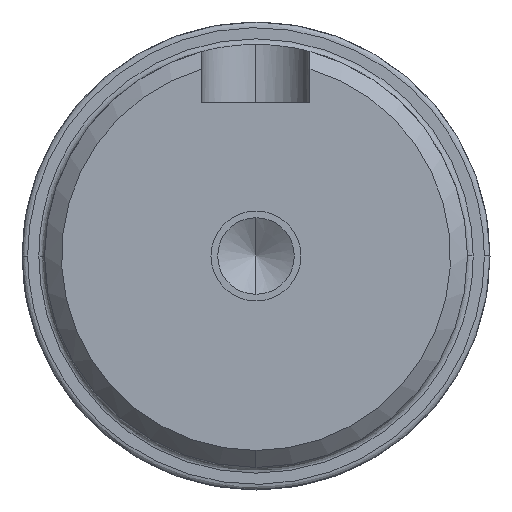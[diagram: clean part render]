
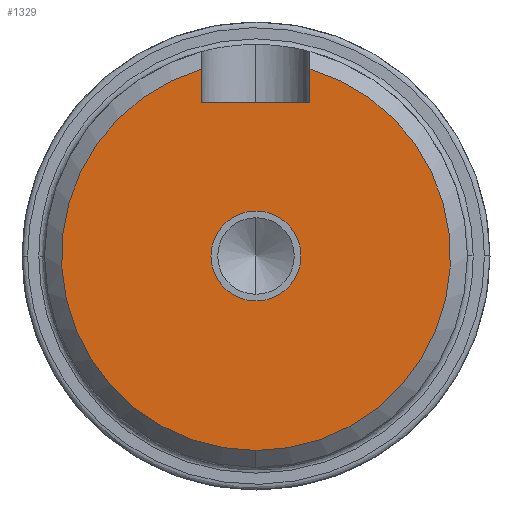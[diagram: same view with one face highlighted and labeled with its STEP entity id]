
A CAD part, left-side view. The second image highlights one B-rep face of the part: STEP entity #1329.
In plain terms, the highlighted planar face has unit normal (-1, 0, 0).
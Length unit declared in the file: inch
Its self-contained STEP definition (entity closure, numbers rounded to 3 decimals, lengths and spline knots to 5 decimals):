
#8 = DIRECTION ( 'NONE',  ( -1., 0., 0. ) ) ;
#20 = DIRECTION ( 'NONE',  ( 0., 0., -1. ) ) ;
#59 = ORIENTED_EDGE ( 'NONE', *, *, #1659, .F. ) ;
#76 = CARTESIAN_POINT ( 'NONE',  ( -18.98759, 0., 0. ) ) ;
#152 = CARTESIAN_POINT ( 'NONE',  ( -18.98759, 0., 1.0628 ) ) ;
#163 = ORIENTED_EDGE ( 'NONE', *, *, #1657, .T. ) ;
#188 = VERTEX_POINT ( 'NONE', #1847 ) ;
#215 = DIRECTION ( 'NONE',  ( 0., -1., 0. ) ) ;
#218 = CARTESIAN_POINT ( 'NONE',  ( -18.98759, 0., 0. ) ) ;
#242 = DIRECTION ( 'NONE',  ( 0., 0., 1. ) ) ;
#275 = ORIENTED_EDGE ( 'NONE', *, *, #1643, .F. ) ;
#338 = VECTOR ( 'NONE', #509, 39.37008 ) ;
#340 = CIRCLE ( 'NONE', #834, 1.35059 ) ;
#345 = CARTESIAN_POINT ( 'NONE',  ( -18.98759, 0.375, 1.0628 ) ) ;
#364 = LINE ( 'NONE', #345, #338 ) ;
#384 = CIRCLE ( 'NONE', #846, 0.3125 ) ;
#395 = DIRECTION ( 'NONE',  ( 0., 0., -1. ) ) ;
#509 = DIRECTION ( 'NONE',  ( 0., 0., 1. ) ) ;
#520 = CIRCLE ( 'NONE', #888, 0.3125 ) ;
#622 = CIRCLE ( 'NONE', #906, 1.35059 ) ;
#721 = VERTEX_POINT ( 'NONE', #892 ) ;
#772 = EDGE_CURVE ( 'NONE', #188, #928, #1523, .T. ) ;
#825 = VERTEX_POINT ( 'NONE', #1163 ) ;
#832 = DIRECTION ( 'NONE',  ( 0., 1., 0. ) ) ;
#834 = AXIS2_PLACEMENT_3D ( 'NONE', #2102, #1044, #20 ) ;
#846 = AXIS2_PLACEMENT_3D ( 'NONE', #1035, #8, #1229 ) ;
#849 = VERTEX_POINT ( 'NONE', #1138 ) ;
#888 = AXIS2_PLACEMENT_3D ( 'NONE', #76, #1316, #242 ) ;
#892 = CARTESIAN_POINT ( 'NONE',  ( -18.98759, 0.375, 1.29749 ) ) ;
#906 = AXIS2_PLACEMENT_3D ( 'NONE', #218, #1468, #395 ) ;
#928 = VERTEX_POINT ( 'NONE', #943 ) ;
#943 = CARTESIAN_POINT ( 'NONE',  ( -18.98759, -0.375, 1.0628 ) ) ;
#963 = PLANE ( 'NONE',  #1051 ) ;
#979 = CARTESIAN_POINT ( 'NONE',  ( -18.98759, 0., -0.3125 ) ) ;
#998 = EDGE_CURVE ( 'NONE', #825, #928, #1485, .T. ) ;
#1035 = CARTESIAN_POINT ( 'NONE',  ( -18.98759, 0., 0. ) ) ;
#1043 = FACE_BOUND ( 'NONE', #1952, .T. ) ;
#1044 = DIRECTION ( 'NONE',  ( 1., 0., 0. ) ) ;
#1051 = AXIS2_PLACEMENT_3D ( 'NONE', #1204, #1146, #832 ) ;
#1112 = FACE_OUTER_BOUND ( 'NONE', #1830, .T. ) ;
#1138 = CARTESIAN_POINT ( 'NONE',  ( -18.98759, 0., 0.3125 ) ) ;
#1146 = DIRECTION ( 'NONE',  ( 1., 0., 0. ) ) ;
#1163 = CARTESIAN_POINT ( 'NONE',  ( -18.98759, 0.375, 1.0628 ) ) ;
#1204 = CARTESIAN_POINT ( 'NONE',  ( -18.98759, 0., 0. ) ) ;
#1229 = DIRECTION ( 'NONE',  ( 0., 0., 1. ) ) ;
#1316 = DIRECTION ( 'NONE',  ( -1., 0., 0. ) ) ;
#1320 = VECTOR ( 'NONE', #215, 39.37008 ) ;
#1329 = ADVANCED_FACE ( 'NONE', ( #1112, #1043 ), #963, .F. ) ;
#1335 = VERTEX_POINT ( 'NONE', #979 ) ;
#1456 = VECTOR ( 'NONE', #1508, 39.37008 ) ;
#1468 = DIRECTION ( 'NONE',  ( 1., 0., 0. ) ) ;
#1485 = LINE ( 'NONE', #152, #1320 ) ;
#1508 = DIRECTION ( 'NONE',  ( 0., 0., -1. ) ) ;
#1522 = CARTESIAN_POINT ( 'NONE',  ( -18.98759, -0.375, 1.0628 ) ) ;
#1523 = LINE ( 'NONE', #1522, #1456 ) ;
#1576 = EDGE_CURVE ( 'NONE', #188, #2139, #622, .T. ) ;
#1607 = EDGE_CURVE ( 'NONE', #1335, #849, #520, .T. ) ;
#1643 = EDGE_CURVE ( 'NONE', #849, #1335, #384, .T. ) ;
#1649 = ORIENTED_EDGE ( 'NONE', *, *, #998, .F. ) ;
#1657 = EDGE_CURVE ( 'NONE', #825, #721, #364, .T. ) ;
#1659 = EDGE_CURVE ( 'NONE', #2139, #721, #340, .T. ) ;
#1665 = CARTESIAN_POINT ( 'NONE',  ( -18.98759, 0., -1.35059 ) ) ;
#1830 = EDGE_LOOP ( 'NONE', ( #163, #59, #2040, #1905, #1649 ) ) ;
#1847 = CARTESIAN_POINT ( 'NONE',  ( -18.98759, -0.375, 1.29749 ) ) ;
#1905 = ORIENTED_EDGE ( 'NONE', *, *, #772, .T. ) ;
#1952 = EDGE_LOOP ( 'NONE', ( #275, #2085 ) ) ;
#2040 = ORIENTED_EDGE ( 'NONE', *, *, #1576, .F. ) ;
#2085 = ORIENTED_EDGE ( 'NONE', *, *, #1607, .F. ) ;
#2102 = CARTESIAN_POINT ( 'NONE',  ( -18.98759, 0., 0. ) ) ;
#2139 = VERTEX_POINT ( 'NONE', #1665 ) ;
